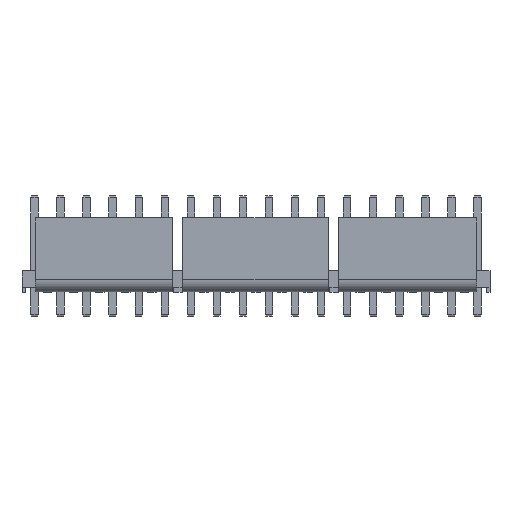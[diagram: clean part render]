
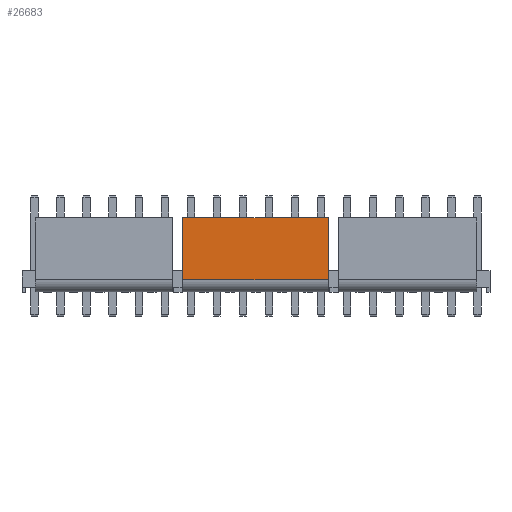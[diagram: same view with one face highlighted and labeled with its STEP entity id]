
A CAD part, front view. The second image highlights one B-rep face of the part: STEP entity #26683.
In plain terms, the highlighted planar face has unit normal (0, -1, 0).
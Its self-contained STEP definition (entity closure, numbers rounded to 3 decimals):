
#4666 = PLANE('',#4667);
#4667 = AXIS2_PLACEMENT_3D('',#4668,#4669,#4670);
#4668 = CARTESIAN_POINT('',(44.673,-4.9,13.935));
#4669 = DIRECTION('',(-1.,0.,0.));
#4670 = DIRECTION('',(-0.,0.,-1.));
#5280 = PLANE('',#5281);
#5281 = AXIS2_PLACEMENT_3D('',#5282,#5283,#5284);
#5282 = CARTESIAN_POINT('',(22.497,-4.9,-0.695));
#5283 = DIRECTION('',(1.,0.,0.));
#5284 = DIRECTION('',(0.,0.,1.));
#14393 = EDGE_CURVE('',#14394,#14396,#14398,.T.);
#14394 = VERTEX_POINT('',#14395);
#14395 = CARTESIAN_POINT('',(22.497,-4.9,1.91));
#14396 = VERTEX_POINT('',#14397);
#14397 = CARTESIAN_POINT('',(22.497,-4.9,11.33));
#14398 = SURFACE_CURVE('',#14399,(#14403,#14410),.PCURVE_S1.);
#14399 = LINE('',#14400,#14401);
#14400 = CARTESIAN_POINT('',(22.497,-4.9,-0.695));
#14401 = VECTOR('',#14402,1.);
#14402 = DIRECTION('',(0.,0.,1.));
#14403 = PCURVE('',#5280,#14404);
#14404 = DEFINITIONAL_REPRESENTATION('',(#14405),#14409);
#14405 = LINE('',#14406,#14407);
#14406 = CARTESIAN_POINT('',(0.,0.));
#14407 = VECTOR('',#14408,1.);
#14408 = DIRECTION('',(1.,0.));
#14409 = ( GEOMETRIC_REPRESENTATION_CONTEXT(2)
PARAMETRIC_REPRESENTATION_CONTEXT() REPRESENTATION_CONTEXT('2D SPACE',''
) );
#14410 = PCURVE('',#14411,#14416);
#14411 = PLANE('',#14412);
#14412 = AXIS2_PLACEMENT_3D('',#14413,#14414,#14415);
#14413 = CARTESIAN_POINT('',(69.225,-4.9,11.33));
#14414 = DIRECTION('',(0.,-1.,0.));
#14415 = DIRECTION('',(-0.,0.,-1.));
#14416 = DEFINITIONAL_REPRESENTATION('',(#14417),#14421);
#14417 = LINE('',#14418,#14419);
#14418 = CARTESIAN_POINT('',(12.025,-46.728));
#14419 = VECTOR('',#14420,1.);
#14420 = DIRECTION('',(-1.,0.));
#14421 = ( GEOMETRIC_REPRESENTATION_CONTEXT(2)
PARAMETRIC_REPRESENTATION_CONTEXT() REPRESENTATION_CONTEXT('2D SPACE',''
) );
#14440 = CYLINDRICAL_SURFACE('',#14441,1.948);
#14441 = AXIS2_PLACEMENT_3D('',#14442,#14443,#14444);
#14442 = CARTESIAN_POINT('',(69.225,-2.953,1.947));
#14443 = DIRECTION('',(1.,0.,0.));
#14444 = DIRECTION('',(0.,-1.,
-0.019));
#14672 = PLANE('',#14673);
#14673 = AXIS2_PLACEMENT_3D('',#14674,#14675,#14676);
#14674 = CARTESIAN_POINT('',(69.225,-4.13,11.33));
#14675 = DIRECTION('',(0.,0.,1.));
#14676 = DIRECTION('',(0.,-1.,0.));
#15988 = EDGE_CURVE('',#15989,#15991,#15993,.T.);
#15989 = VERTEX_POINT('',#15990);
#15990 = CARTESIAN_POINT('',(44.673,-4.9,11.33));
#15991 = VERTEX_POINT('',#15992);
#15992 = CARTESIAN_POINT('',(44.673,-4.9,1.91));
#15993 = SURFACE_CURVE('',#15994,(#15998,#16005),.PCURVE_S1.);
#15994 = LINE('',#15995,#15996);
#15995 = CARTESIAN_POINT('',(44.673,-4.9,13.935));
#15996 = VECTOR('',#15997,1.);
#15997 = DIRECTION('',(0.,-0.,-1.));
#15998 = PCURVE('',#4666,#15999);
#15999 = DEFINITIONAL_REPRESENTATION('',(#16000),#16004);
#16000 = LINE('',#16001,#16002);
#16001 = CARTESIAN_POINT('',(0.,0.));
#16002 = VECTOR('',#16003,1.);
#16003 = DIRECTION('',(1.,0.));
#16004 = ( GEOMETRIC_REPRESENTATION_CONTEXT(2)
PARAMETRIC_REPRESENTATION_CONTEXT() REPRESENTATION_CONTEXT('2D SPACE',''
) );
#16005 = PCURVE('',#14411,#16006);
#16006 = DEFINITIONAL_REPRESENTATION('',(#16007),#16011);
#16007 = LINE('',#16008,#16009);
#16008 = CARTESIAN_POINT('',(-2.605,-24.552));
#16009 = VECTOR('',#16010,1.);
#16010 = DIRECTION('',(1.,0.));
#16011 = ( GEOMETRIC_REPRESENTATION_CONTEXT(2)
PARAMETRIC_REPRESENTATION_CONTEXT() REPRESENTATION_CONTEXT('2D SPACE',''
) );
#26683 = ADVANCED_FACE('',(#26684),#14411,.T.);
#26684 = FACE_BOUND('',#26685,.T.);
#26685 = EDGE_LOOP('',(#26686,#26687,#26708,#26709));
#26686 = ORIENTED_EDGE('',*,*,#15988,.F.);
#26687 = ORIENTED_EDGE('',*,*,#26688,.T.);
#26688 = EDGE_CURVE('',#15989,#14396,#26689,.T.);
#26689 = SURFACE_CURVE('',#26690,(#26694,#26701),.PCURVE_S1.);
#26690 = LINE('',#26691,#26692);
#26691 = CARTESIAN_POINT('',(69.225,-4.9,11.33));
#26692 = VECTOR('',#26693,1.);
#26693 = DIRECTION('',(-1.,0.,0.));
#26694 = PCURVE('',#14411,#26695);
#26695 = DEFINITIONAL_REPRESENTATION('',(#26696),#26700);
#26696 = LINE('',#26697,#26698);
#26697 = CARTESIAN_POINT('',(0.,0.));
#26698 = VECTOR('',#26699,1.);
#26699 = DIRECTION('',(0.,-1.));
#26700 = ( GEOMETRIC_REPRESENTATION_CONTEXT(2)
PARAMETRIC_REPRESENTATION_CONTEXT() REPRESENTATION_CONTEXT('2D SPACE',''
) );
#26701 = PCURVE('',#14672,#26702);
#26702 = DEFINITIONAL_REPRESENTATION('',(#26703),#26707);
#26703 = LINE('',#26704,#26705);
#26704 = CARTESIAN_POINT('',(0.77,0.));
#26705 = VECTOR('',#26706,1.);
#26706 = DIRECTION('',(0.,-1.));
#26707 = ( GEOMETRIC_REPRESENTATION_CONTEXT(2)
PARAMETRIC_REPRESENTATION_CONTEXT() REPRESENTATION_CONTEXT('2D SPACE',''
) );
#26708 = ORIENTED_EDGE('',*,*,#14393,.F.);
#26709 = ORIENTED_EDGE('',*,*,#26710,.F.);
#26710 = EDGE_CURVE('',#15991,#14394,#26711,.T.);
#26711 = SURFACE_CURVE('',#26712,(#26716,#26723),.PCURVE_S1.);
#26712 = LINE('',#26713,#26714);
#26713 = CARTESIAN_POINT('',(69.225,-4.9,1.91));
#26714 = VECTOR('',#26715,1.);
#26715 = DIRECTION('',(-1.,0.,0.));
#26716 = PCURVE('',#14411,#26717);
#26717 = DEFINITIONAL_REPRESENTATION('',(#26718),#26722);
#26718 = LINE('',#26719,#26720);
#26719 = CARTESIAN_POINT('',(9.42,0.));
#26720 = VECTOR('',#26721,1.);
#26721 = DIRECTION('',(0.,-1.));
#26722 = ( GEOMETRIC_REPRESENTATION_CONTEXT(2)
PARAMETRIC_REPRESENTATION_CONTEXT() REPRESENTATION_CONTEXT('2D SPACE',''
) );
#26723 = PCURVE('',#14440,#26724);
#26724 = DEFINITIONAL_REPRESENTATION('',(#26725),#26729);
#26725 = LINE('',#26726,#26727);
#26726 = CARTESIAN_POINT('',(0.,0.));
#26727 = VECTOR('',#26728,1.);
#26728 = DIRECTION('',(0.,-1.));
#26729 = ( GEOMETRIC_REPRESENTATION_CONTEXT(2)
PARAMETRIC_REPRESENTATION_CONTEXT() REPRESENTATION_CONTEXT('2D SPACE',''
) );
